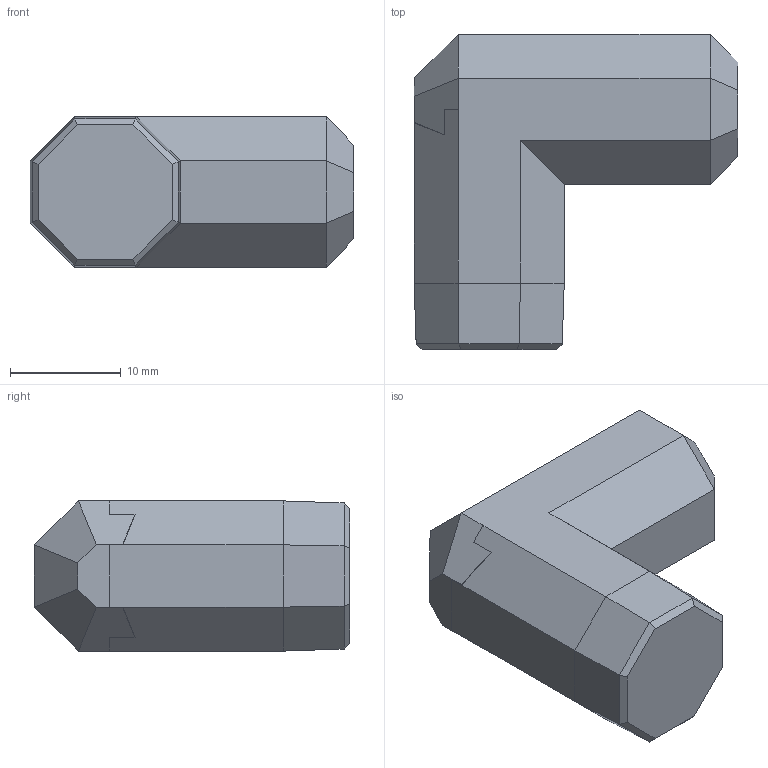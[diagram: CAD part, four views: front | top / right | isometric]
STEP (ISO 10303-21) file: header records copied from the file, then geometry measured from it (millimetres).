
FILE_DESCRIPTION(('Open CASCADE Model'),'2;1');
FILE_NAME('Open CASCADE Shape Model','2025-01-05T16:03:27',('Author'),( 'Open CASCADE'),'Open CASCADE STEP processor 7.7','Open CASCADE 7.7' ,'Unknown');
FILE_SCHEMA(('AUTOMOTIVE_DESIGN { 1 0 10303 214 1 1 1 1 }'));
Length unit declared in the file: millimetre
Products named in the file (1): Open CASCADE STEP translator 7.7 1
Bounding box: 29.29 x 28.51 x 13.58 mm (x, y, z)
Volume: 6522.2 mm3; surface area: 2160.8 mm2
Topology: 1 solids, 1 shells, 51 faces, 117 edges, 68 vertices
Faces by surface type: bspline 31, plane 20
Entity records: 2827 total; most frequent: CARTESIAN_POINT 783, DIRECTION 246, ORIENTED_EDGE 234, PCURVE 234, DEFINITIONAL_REPRESENTATION 234, LINE 204, VECTOR 204, B_SPLINE_CURVE_WITH_KNOTS 147
